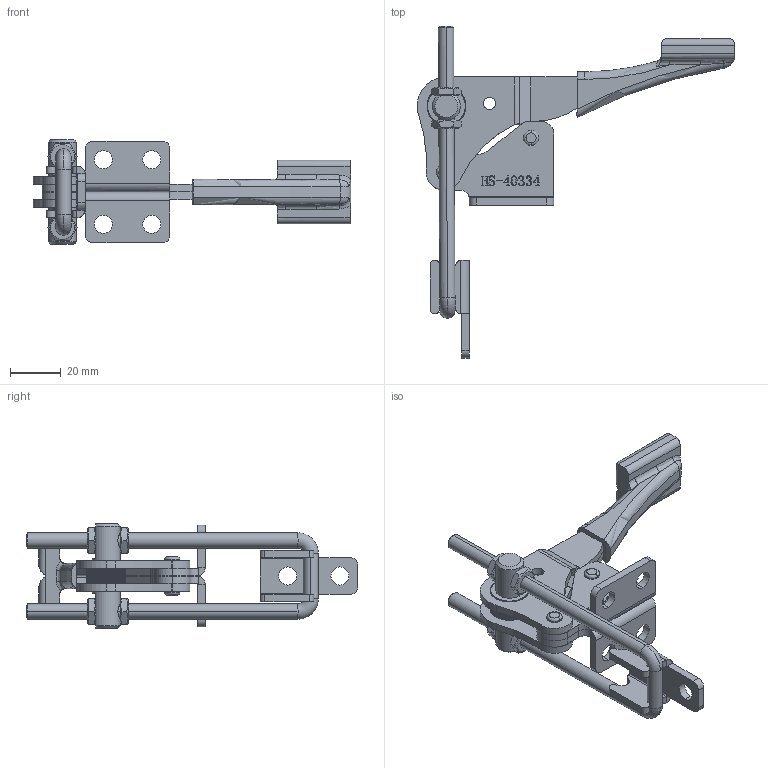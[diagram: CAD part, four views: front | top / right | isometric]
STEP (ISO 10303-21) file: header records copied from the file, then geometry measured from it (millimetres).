
FILE_DESCRIPTION (( 'STEP AP203' ), '1' );
FILE_NAME ('HS-40334 .STEP', '2019-08-22T02:19:19', ( '微软用户' ), ( '微软中国' ), 'SwSTEP 2.0', 'SolidWorks 2012', '' );
FILE_SCHEMA (( 'CONFIG_CONTROL_DESIGN' ));
Length unit declared in the file: millimetre
Products named in the file (13): 忒參; 縐諶; 楊擘菁釱酘; 楊擘菁釱衵; HS-40334 ; 种2; hex thin nuts-grades ab-chamfered gb_GB_FASTENER_NUT_STNAB M6-N; 种粣; 种1; 粣杶; 挴裝; 忒梟酘; 忒梟衵
Assembly tree (15 placements, depth 2):
  HS-40334 
    楊擘菁釱衵
    楊擘菁釱酘
    縐諶
    忒參
    忒梟衵
    忒梟酘
    挴裝
    粣杶
    种1
    种粣
    hex thin nuts-grades ab-chamfered gb_GB_FASTENER_NUT_STNAB M6-N  x4
    种2
Bounding box: 124.99 x 130.62 x 41.3 mm (x, y, z)
Volume: 43640.1 mm3; surface area: 31359.6 mm2
Topology: 15 solids, 15 shells, 1337 faces, 3705 edges, 2427 vertices
Faces by surface type: plane 608, cylinder 275, torus 264, bspline 151, cone 39
Entity records: 51589 total; most frequent: CARTESIAN_POINT 18388, ORIENTED_EDGE 7170, DIRECTION 5874, EDGE_CURVE 3585, VERTEX_POINT 2355, AXIS2_PLACEMENT_3D 1971, VECTOR 1932, LINE 1932
